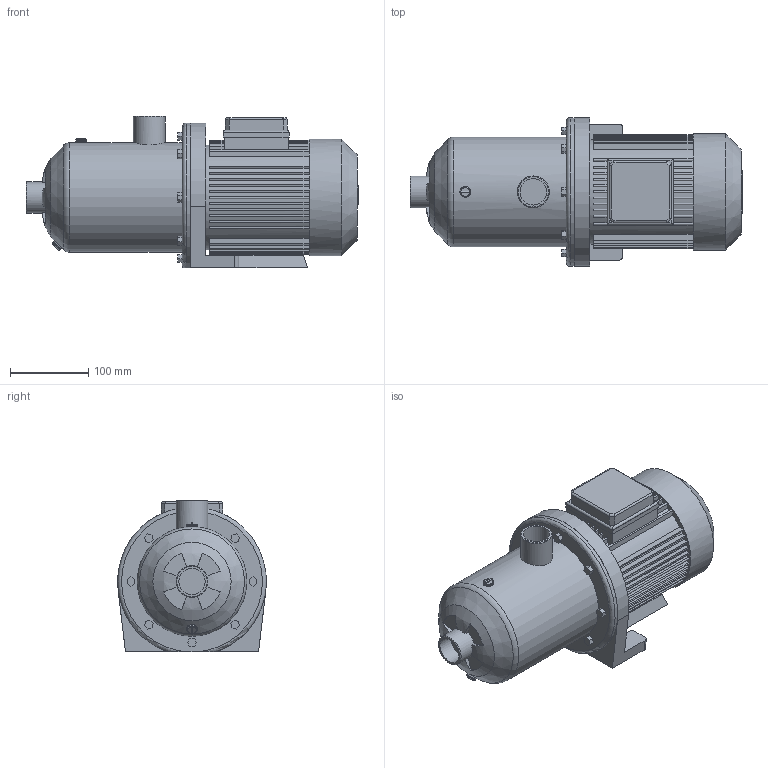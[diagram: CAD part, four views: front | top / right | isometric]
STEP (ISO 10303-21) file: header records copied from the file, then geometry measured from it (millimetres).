
FILE_DESCRIPTION(/* description */ (''),/* implementation_level */ '2;1');
FILE_NAME(/* name */ '3d_MC304DM-4041177.stp',/* time_stamp */ '2017-01-31T19:15:19+01:00',/* author */ ('Łukasz'),/* organization */ (''),/* preprocessor_version */ 'ST-DEVELOPER v16.1',/* originating_system */ 'AutoCAD Mechanical',/* authorisation */ '');
FILE_SCHEMA (('AUTOMOTIVE_DESIGN { 1 0 10303 214 3 1 1 }'));
Length unit declared in the file: millimetre
Products named in the file (1): Product
Bounding box: 424 x 189.79 x 194 mm (x, y, z)
Volume: 6884962 mm3; surface area: 450128.8 mm2
Topology: 8 solids, 8 shells, 453 faces, 1233 edges, 807 vertices
Faces by surface type: plane 310, cylinder 104, bspline 25, torus 8, sphere 4, cone 2
Full cylindrical faces by diameter (mm): 13.5 x2, 33.7 x2, 40.7 x2, 134 x1, 140 x1, 149 x1
Entity records: 14741 total; most frequent: CARTESIAN_POINT 3261, ORIENTED_EDGE 2424, DIRECTION 2314, EDGE_CURVE 1212, LINE 828, VECTOR 828, VERTEX_POINT 803, AXIS2_PLACEMENT_3D 743
